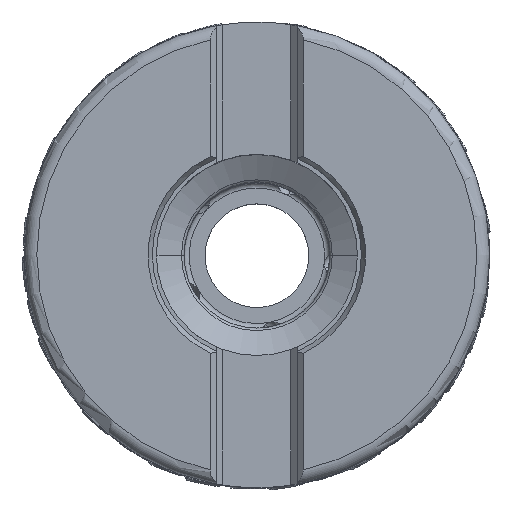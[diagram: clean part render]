
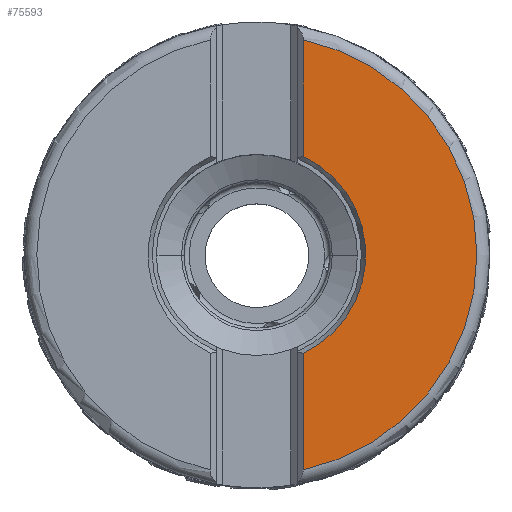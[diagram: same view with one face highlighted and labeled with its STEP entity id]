
A CAD part, top view. The second image highlights one B-rep face of the part: STEP entity #75593.
In plain terms, the highlighted planar face has unit normal (0, 0, 1).
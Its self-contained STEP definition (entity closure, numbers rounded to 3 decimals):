
#16633=CARTESIAN_POINT('',(7.35,33.964,0.));
#16668=CARTESIAN_POINT('',(7.35,15.543,
0.));
#16720=CARTESIAN_POINT('',(0.,0.,0.));
#16721=DIRECTION('',(0.,0.,1.));
#16722=DIRECTION('',(0.212,-0.977,0.));
#16723=AXIS2_PLACEMENT_3D('',#16720,#16721,#16722);
#16728=DIRECTION('',(0.,-1.,0.));
#16729=VECTOR('',#16728,18.421);
#16730=CARTESIAN_POINT('',(7.35,-15.543,0.));
#16731=LINE('',#16730,#16729);
#16735=CARTESIAN_POINT('',(0.,0.,
0.));
#16736=DIRECTION('',(0.,0.,-1.));
#16737=DIRECTION('',(0.428,0.904,0.));
#16738=AXIS2_PLACEMENT_3D('',#16735,#16736,#16737);
#16743=DIRECTION('',(0.,-1.,0.));
#16744=VECTOR('',#16743,18.421);
#16745=CARTESIAN_POINT('',(7.35,33.964,0.));
#16746=LINE('',#16745,#16744);
#63154=VERTEX_POINT('',#16633);
#63155=CARTESIAN_POINT('',(7.35,-33.964,0.));
#63156=VERTEX_POINT('',#63155);
#63157=CARTESIAN_POINT('',(7.35,-15.543,0.));
#63158=VERTEX_POINT('',#63157);
#63159=VERTEX_POINT('',#16668);
#75581=CARTESIAN_POINT('',(21.051,0.,0.));
#75582=DIRECTION('',(0.,0.,1.));
#75583=DIRECTION('',(0.,-1.,0.));
#75584=AXIS2_PLACEMENT_3D('',#75581,#75582,#75583);
#75585=PLANE('',#75584);
#75586=ORIENTED_EDGE('',*,*,#75545,.F.);
#75588=ORIENTED_EDGE('',*,*,#75587,.F.);
#75589=ORIENTED_EDGE('',*,*,#75570,.F.);
#75590=ORIENTED_EDGE('',*,*,#75559,.F.);
#75591=EDGE_LOOP('',(#75586,#75588,#75589,#75590));
#75592=FACE_OUTER_BOUND('',#75591,.F.);
#16724=CIRCLE('',#16723,34.75);
#16739=CIRCLE('',#16738,17.193);
#75545=EDGE_CURVE('',#63156,#63154,#16724,.T.);
#75559=EDGE_CURVE('',#63154,#63159,#16746,.T.);
#75570=EDGE_CURVE('',#63159,#63158,#16739,.T.);
#75587=EDGE_CURVE('',#63158,#63156,#16731,.T.);
#75593=ADVANCED_FACE('',(#75592),#75585,.T.);
